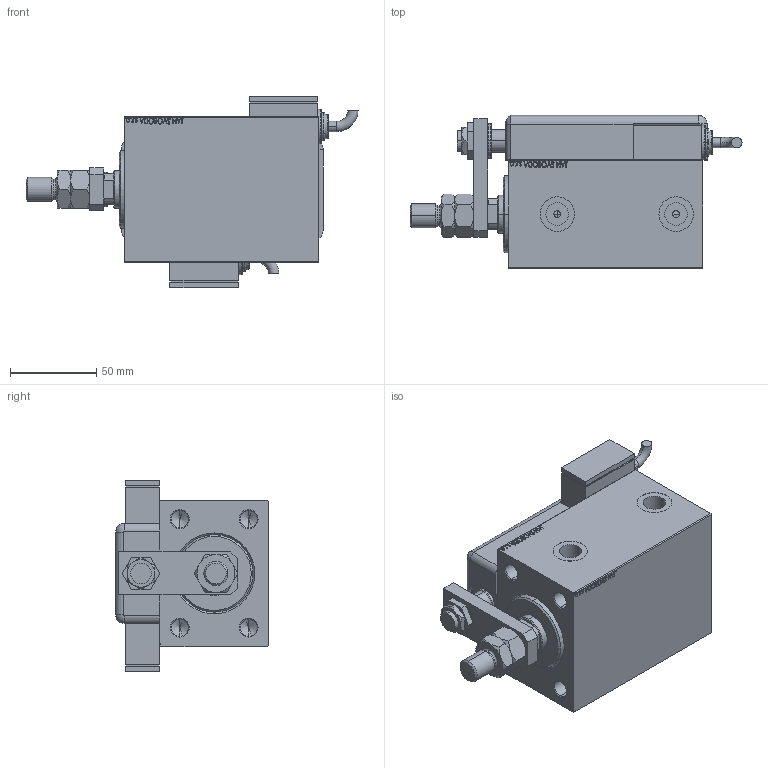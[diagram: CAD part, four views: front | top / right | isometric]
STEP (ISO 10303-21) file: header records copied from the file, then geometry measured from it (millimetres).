
FILE_DESCRIPTION (( 'STEP AP203' ), '1' );
FILE_NAME ('3923.STEP', '2021-03-18T16:11:17', ( '' ), ( '' ), 'SwSTEP 2.0', 'SolidWorks 2019', '' );
FILE_SCHEMA (( 'CONFIG_CONTROL_DESIGN' ));
Length unit declared in the file: millimetre
Products named in the file (14): V450CM_B f11fd06d4a9625b14f6115ac9db85444; Q_T_W_MTA f11fd06d4a9625b14f6115ac9db85444; NUT_D13 f11fd06d4a9625b14f6115ac9db85444; ZARAZKA_Q f11fd06d4a9625b14f6115ac9db85444; SWITCH DIM A_G f11fd06d4a9625b14f6115ac9db85444; SWITCH_Q_FRONT_BACK f11fd06d4a9625b14f6115ac9db85444; TYC f11fd06d4a9625b14f6115ac9db85444; MAGNETIC SWITCH Q f11fd06d4a9625b14f6115ac9db85444; V450CM_VC_B f11fd06d4a9625b14f6115ac9db85444; SWITCH Q f11fd06d4a9625b14f6115ac9db85444; KRYT f11fd06d4a9625b14f6115ac9db85444; 3923; V450CM_B_VCP f11fd06d4a9625b14f6115ac9db85444; NUT_D19 f11fd06d4a9625b14f6115ac9db85444
Assembly tree (14 placements, depth 3):
  3923
    V450CM_B f11fd06d4a9625b14f6115ac9db85444
    V450CM_B_VCP f11fd06d4a9625b14f6115ac9db85444
    V450CM_VC_B f11fd06d4a9625b14f6115ac9db85444
    MAGNETIC SWITCH Q f11fd06d4a9625b14f6115ac9db85444
      SWITCH_Q_FRONT_BACK f11fd06d4a9625b14f6115ac9db85444
      TYC f11fd06d4a9625b14f6115ac9db85444
      ZARAZKA_Q f11fd06d4a9625b14f6115ac9db85444
      SWITCH DIM A_G f11fd06d4a9625b14f6115ac9db85444
      NUT_D19 f11fd06d4a9625b14f6115ac9db85444
      NUT_D13 f11fd06d4a9625b14f6115ac9db85444
      KRYT f11fd06d4a9625b14f6115ac9db85444
      SWITCH Q f11fd06d4a9625b14f6115ac9db85444  x2
    Q_T_W_MTA f11fd06d4a9625b14f6115ac9db85444
Bounding box: 192.76 x 88.8 x 111 mm (x, y, z)
Volume: 701122.4 mm3; surface area: 145554.2 mm2
Topology: 14 solids, 14 shells, 1328 faces, 3346 edges, 2177 vertices
Faces by surface type: plane 626, bspline 471, cylinder 123, cone 82, torus 24, sphere 2
Entity records: 62276 total; most frequent: CARTESIAN_POINT 32974, ORIENTED_EDGE 6464, DIRECTION 4200, EDGE_CURVE 3232, VERTEX_POINT 2117, LINE 1886, VECTOR 1886, EDGE_LOOP 1459
